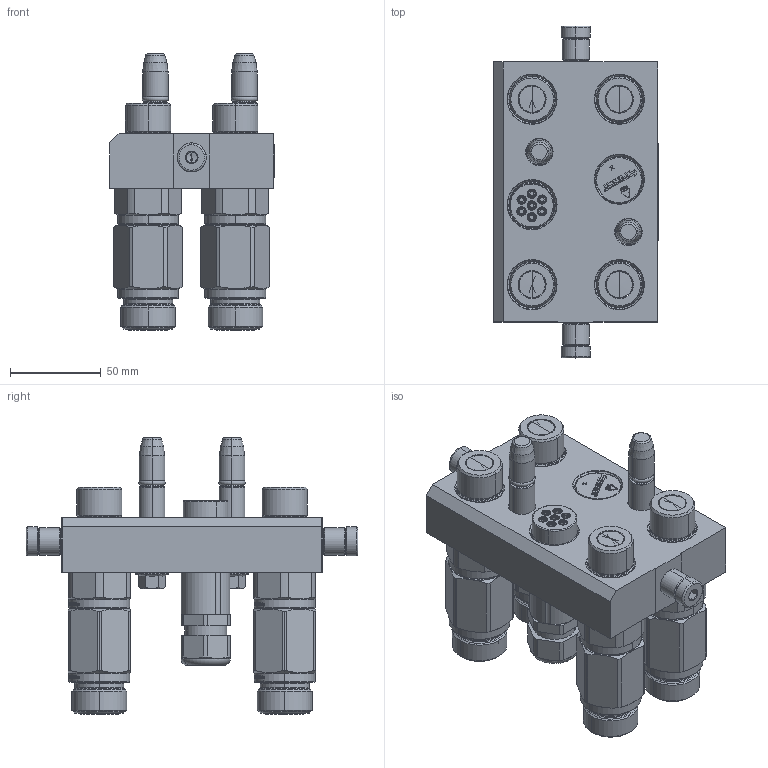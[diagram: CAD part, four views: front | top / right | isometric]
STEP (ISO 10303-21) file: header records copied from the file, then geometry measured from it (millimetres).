
FILE_DESCRIPTION (( 'STEP AP214' ), '1' );
FILE_NAME ('FASTER.step', '2024-11-20T01:13:51', ( '' ), ( '' ), 'SwSTEP 2.0', 'SolidWorks 2017', '' );
FILE_SCHEMA (( 'AUTOMOTIVE_DESIGN' ));
Length unit declared in the file: millimetre
Products named in the file (15): 4850_010_0000_010; 4830_044_0000_000; 3ffnp1211_34sm; FASTER; conn_7p_m; et002; 4830_013_3000_030; or2_62x9_19_m; corspel08-7_m; 4830_028_1000_011; 1540_080_0008_000; 4830_021_0000_000; P608_M_BASE; TAPPO_12
Assembly tree (24 placements, depth 3):
  FASTER
    P608_M_BASE
      4850_010_0000_010
      4830_021_0000_000  x2
      4830_013_3000_030  x2
      4830_028_1000_011  x2
      1540_080_0008_000  x2
      or2_62x9_19_m  x2
    3ffnp1211_34sm  x4
      3ffnp1211_34sm
    conn_7p_m
      4830_044_0000_000  x3
      corspel08-7_m
    TAPPO_12
    et002
Bounding box: 90.3 x 182.6 x 152.03 mm (x, y, z)
Volume: 14420.4 mm3; surface area: 168535.5 mm2
Topology: 6 solids, 85 shells, 3163 faces, 9024 edges, 5897 vertices
Faces by surface type: plane 1768, cylinder 587, cone 420, torus 228, bspline 154, sphere 6
Entity records: 82296 total; most frequent: CARTESIAN_POINT 19311, ORIENTED_EDGE 11136, DIRECTION 10543, EDGE_CURVE 5783, VECTOR 4061, LINE 4061, VERTEX_POINT 3780, AXIS2_PLACEMENT_3D 3241
